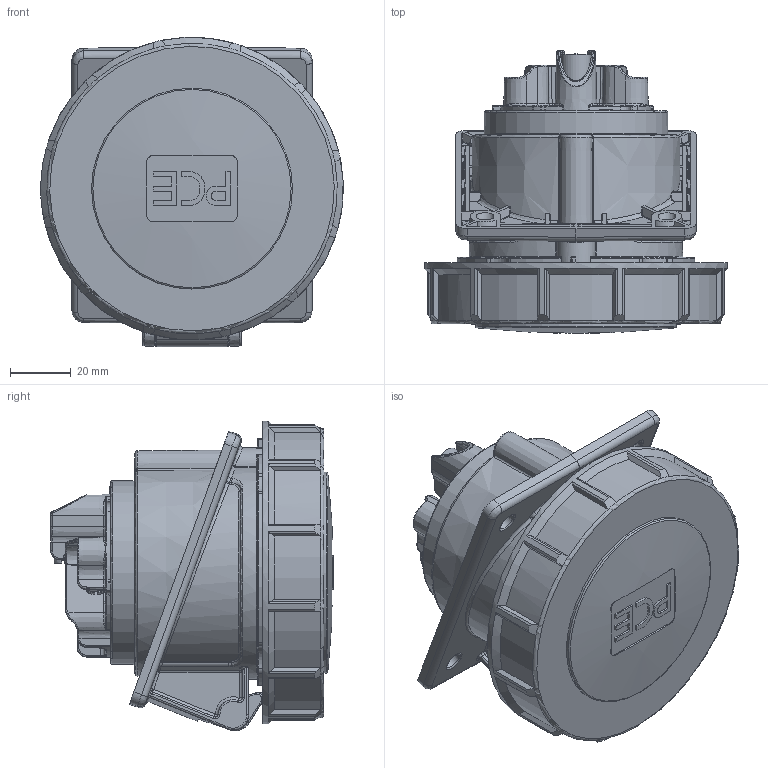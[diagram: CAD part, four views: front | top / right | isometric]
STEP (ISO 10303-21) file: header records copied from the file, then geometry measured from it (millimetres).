
FILE_DESCRIPTION (( 'STEP AP203' ), '1' );
FILE_NAME ('4252-6f78.STEP', '2017-12-07T09:27:06', ( '' ), ( '' ), 'SwSTEP 2.0', 'SolidWorks 2016', '' );
FILE_SCHEMA (( 'CONFIG_CONTROL_DESIGN' ));
Products named in the file (1): 4252-6f78
Bounding box: 100 x 93.32 x 102.25 mm (x, y, z)
Volume: 377013.3 mm3; surface area: 55053.4 mm2
Topology: 1 solids, 1 shells, 2308 faces, 5919 edges, 3651 vertices
Faces by surface type: plane 797, bspline 781, cylinder 397, cone 177, torus 134, sphere 22
Full cylindrical faces by diameter (mm): 4 x6, 4.7 x5, 7 x1, 8.5 x4, 10 x1, 66.4 x1, 100 x1
Entity records: 99593 total; most frequent: CARTESIAN_POINT 52055, ORIENTED_EDGE 11510, DIRECTION 7408, EDGE_CURVE 5755, VERTEX_POINT 3609, AXIS2_PLACEMENT_3D 2694, EDGE_LOOP 2502, FACE_OUTER_BOUND 2344
